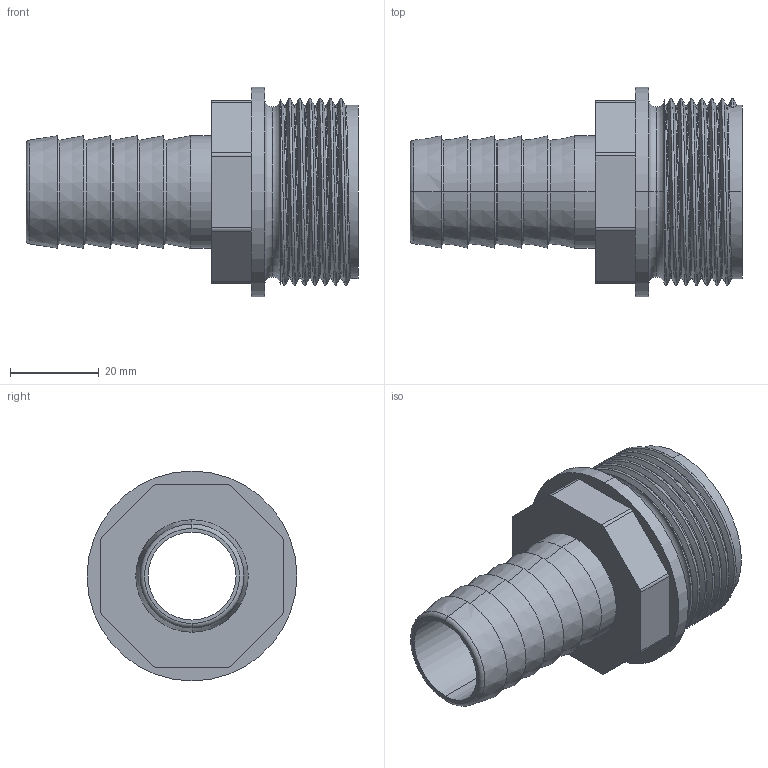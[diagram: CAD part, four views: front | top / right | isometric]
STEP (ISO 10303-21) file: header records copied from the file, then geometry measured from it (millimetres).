
FILE_DESCRIPTION (( 'STEP AP203' ), '1' );
FILE_NAME ('00130_0925.STEP', '2017-05-08T14:02:53', ( '' ), ( '' ), 'SwSTEP 2.0', 'SolidWorks 2011', '' );
FILE_SCHEMA (( 'CONFIG_CONTROL_DESIGN' ));
Length unit declared in the file: millimetre
Products named in the file (1): 00130_0925
Bounding box: 74.7 x 47.2 x 47.2 mm (x, y, z)
Volume: 26233.3 mm3; surface area: 17891.1 mm2
Topology: 1 solids, 1 shells, 103 faces, 240 edges, 148 vertices
Faces by surface type: torus 33, cylinder 30, plane 21, cone 14, bspline 5
Entity records: 6270 total; most frequent: CARTESIAN_POINT 3867, DIRECTION 522, ORIENTED_EDGE 480, EDGE_CURVE 240, AXIS2_PLACEMENT_3D 227, VERTEX_POINT 148, CIRCLE 128, EDGE_LOOP 114
